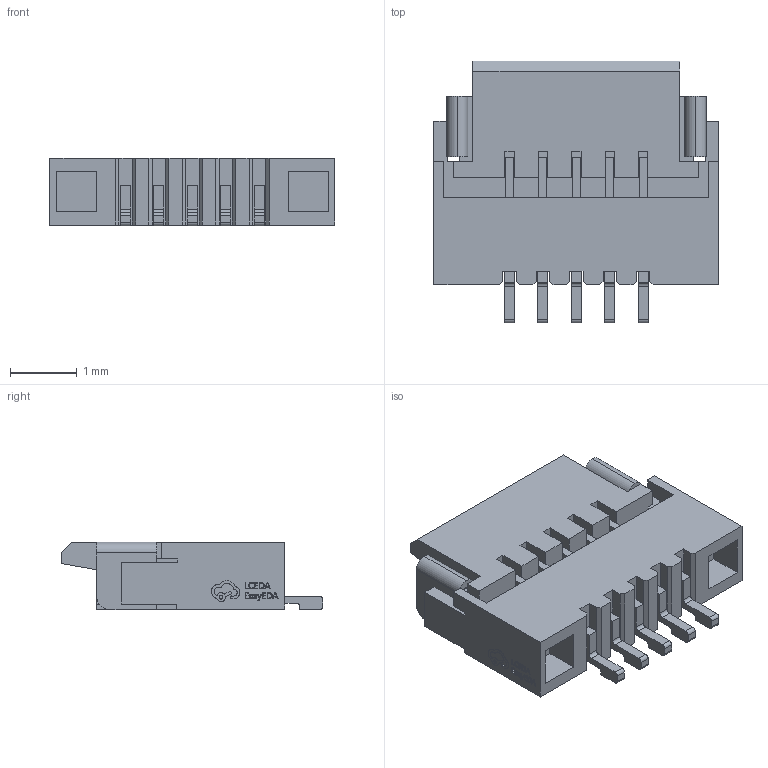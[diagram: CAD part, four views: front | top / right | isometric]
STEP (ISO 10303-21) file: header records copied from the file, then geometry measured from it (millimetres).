
FILE_DESCRIPTION (( 'STEP AP214' ), '1' );
FILE_NAME ('FPC-SMD_5P-P0.50_HCTL_HC-FPC-05-10-5RLTAG.STEP', '2022-12-17T07:11:32', ( '' ), ( '' ), 'SwSTEP 2.0', 'SolidWorks 2020', '' );
FILE_SCHEMA (( 'AUTOMOTIVE_DESIGN' ));
Length unit declared in the file: millimetre
Products named in the file (1): FPC-SMD_5P-P0.50_HCTL_HC-FPC-05-10-5RLTAG
Bounding box: 4.28 x 3.92 x 1.01 mm (x, y, z)
Volume: 9.1 mm3; surface area: 79.1 mm2
Topology: 4 solids, 4 shells, 556 faces, 1565 edges, 1042 vertices
Faces by surface type: plane 398, bspline 98, cylinder 60
Entity records: 24466 total; most frequent: CARTESIAN_POINT 4470, ORIENTED_EDGE 3130, DIRECTION 2403, EDGE_CURVE 1565, VECTOR 1245, LINE 1245, VERTEX_POINT 1042, EDGE_LOOP 581
